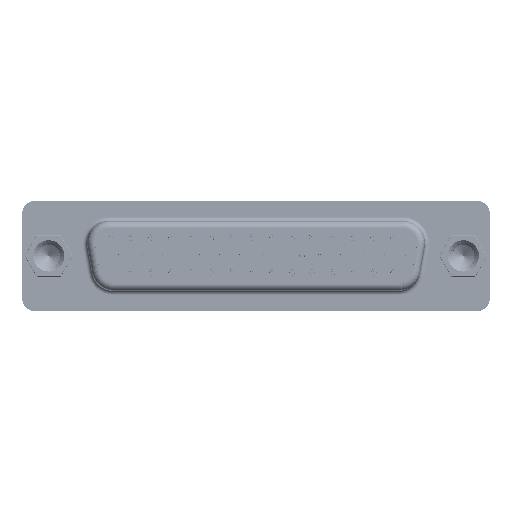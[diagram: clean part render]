
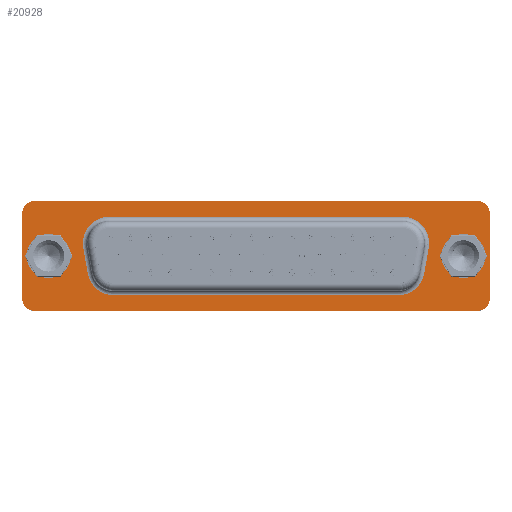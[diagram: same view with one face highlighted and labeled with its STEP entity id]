
A CAD part, top view. The second image highlights one B-rep face of the part: STEP entity #20928.
In plain terms, the highlighted planar face has unit normal (0, 0, 1).
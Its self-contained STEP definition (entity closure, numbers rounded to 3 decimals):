
#19699=DIRECTION('',(-1.,0.,0.));
#19700=VECTOR('',#19699,33.3);
#19701=CARTESIAN_POINT('',(16.65,-4.45,
0.));
#19702=LINE('',#19701,#19700);
#19703=CARTESIAN_POINT('',(-25.05,-4.75,0.));
#19704=DIRECTION('',(0.,0.,-1.));
#19705=DIRECTION('',(0.,-1.,0.));
#19706=AXIS2_PLACEMENT_3D('',#19703,#19704,#19705);
#19708=CARTESIAN_POINT('',(-25.05,4.75,0.));
#19709=DIRECTION('',(0.,0.,-1.));
#19710=DIRECTION('',(-1.,0.,0.));
#19711=AXIS2_PLACEMENT_3D('',#19708,#19709,#19710);
#19713=CARTESIAN_POINT('',(25.05,4.75,0.));
#19714=DIRECTION('',(0.,0.,-1.));
#19715=DIRECTION('',(0.,1.,0.));
#19716=AXIS2_PLACEMENT_3D('',#19713,#19714,#19715);
#19718=CARTESIAN_POINT('',(25.05,-4.75,0.));
#19719=DIRECTION('',(0.,0.,-1.));
#19720=DIRECTION('',(1.,0.,0.));
#19721=AXIS2_PLACEMENT_3D('',#19718,#19719,#19720);
#19723=CARTESIAN_POINT('',(-16.65,-1.45,0.));
#19724=DIRECTION('',(0.,0.,1.));
#19725=DIRECTION('',(-0.985,0.174,0.));
#19726=AXIS2_PLACEMENT_3D('',#19723,#19724,#19725);
#19728=CARTESIAN_POINT('',(16.65,-1.45,0.));
#19729=DIRECTION('',(0.,0.,1.));
#19730=DIRECTION('',(0.,-1.,0.));
#19731=AXIS2_PLACEMENT_3D('',#19728,#19729,#19730);
#19733=DIRECTION('',(-0.174,0.985,0.));
#19734=VECTOR('',#19733,2.945);
#19735=CARTESIAN_POINT('',(19.604,-0.929,
0.));
#19736=LINE('',#19735,#19734);
#19737=CARTESIAN_POINT('',(16.139,1.45,0.));
#19738=DIRECTION('',(0.,0.,1.));
#19739=DIRECTION('',(0.985,0.174,0.));
#19740=AXIS2_PLACEMENT_3D('',#19737,#19738,#19739);
#19742=CARTESIAN_POINT('',(-16.139,1.45,0.));
#19743=DIRECTION('',(0.,0.,1.));
#19744=DIRECTION('',(0.,1.,0.));
#19745=AXIS2_PLACEMENT_3D('',#19742,#19743,#19744);
#19747=DIRECTION('',(-0.174,-0.985,0.));
#19748=VECTOR('',#19747,2.945);
#19749=CARTESIAN_POINT('',(-19.093,1.971,
0.));
#19750=LINE('',#19749,#19748);
#19751=CARTESIAN_POINT('',(23.5,0.,0.));
#19752=DIRECTION('',(0.,0.,1.));
#19753=DIRECTION('',(1.,0.,0.));
#19754=AXIS2_PLACEMENT_3D('',#19751,#19752,#19753);
#19756=CARTESIAN_POINT('',(23.5,0.,0.));
#19757=DIRECTION('',(0.,0.,1.));
#19758=DIRECTION('',(-1.,0.,0.));
#19759=AXIS2_PLACEMENT_3D('',#19756,#19757,#19758);
#19761=CARTESIAN_POINT('',(-23.5,0.,0.));
#19762=DIRECTION('',(0.,0.,1.));
#19763=DIRECTION('',(-1.,0.,0.));
#19764=AXIS2_PLACEMENT_3D('',#19761,#19762,#19763);
#19766=CARTESIAN_POINT('',(-23.5,0.,0.));
#19767=DIRECTION('',(0.,0.,1.));
#19768=DIRECTION('',(1.,0.,0.));
#19769=AXIS2_PLACEMENT_3D('',#19766,#19767,#19768);
#19779=DIRECTION('',(1.,0.,0.));
#19780=VECTOR('',#19779,50.1);
#19781=CARTESIAN_POINT('',(-25.05,-6.25,0.));
#19782=LINE('',#19781,#19780);
#19791=DIRECTION('',(0.,1.,0.));
#19792=VECTOR('',#19791,9.5);
#19793=CARTESIAN_POINT('',(26.55,-4.75,0.));
#19794=LINE('',#19793,#19792);
#19803=DIRECTION('',(-1.,0.,0.));
#19804=VECTOR('',#19803,50.1);
#19805=CARTESIAN_POINT('',(25.05,6.25,0.));
#19806=LINE('',#19805,#19804);
#19815=DIRECTION('',(0.,-1.,0.));
#19816=VECTOR('',#19815,9.5);
#19817=CARTESIAN_POINT('',(-26.55,4.75,0.));
#19818=LINE('',#19817,#19816);
#20066=DIRECTION('',(1.,0.,0.));
#20067=VECTOR('',#20066,32.277);
#20068=CARTESIAN_POINT('',(-16.139,4.45,
0.));
#20069=LINE('',#20068,#20067);
#20439=CARTESIAN_POINT('',(19.604,-0.929,0.));
#20440=VERTEX_POINT('',#20439);
#20441=CARTESIAN_POINT('',(16.65,-4.45,
0.));
#20442=VERTEX_POINT('',#20441);
#20445=CARTESIAN_POINT('',(19.093,1.971,0.));
#20446=VERTEX_POINT('',#20445);
#20479=CARTESIAN_POINT('',(-16.65,-4.45,0.));
#20480=VERTEX_POINT('',#20479);
#20481=CARTESIAN_POINT('',(-19.604,-0.929,
0.));
#20482=VERTEX_POINT('',#20481);
#20483=CARTESIAN_POINT('',(-25.05,-6.25,0.));
#20484=CARTESIAN_POINT('',(-26.55,-4.75,0.));
#20485=VERTEX_POINT('',#20483);
#20486=VERTEX_POINT('',#20484);
#20487=CARTESIAN_POINT('',(-26.55,4.75,0.));
#20488=VERTEX_POINT('',#20487);
#20489=CARTESIAN_POINT('',(-25.05,6.25,0.));
#20490=VERTEX_POINT('',#20489);
#20491=CARTESIAN_POINT('',(25.05,6.25,0.));
#20492=VERTEX_POINT('',#20491);
#20493=CARTESIAN_POINT('',(26.55,4.75,0.));
#20494=VERTEX_POINT('',#20493);
#20495=CARTESIAN_POINT('',(26.55,-4.75,0.));
#20496=VERTEX_POINT('',#20495);
#20497=CARTESIAN_POINT('',(25.05,-6.25,0.));
#20498=VERTEX_POINT('',#20497);
#20499=CARTESIAN_POINT('',(16.139,4.45,
0.));
#20500=VERTEX_POINT('',#20499);
#20501=CARTESIAN_POINT('',(-16.139,4.45,
0.));
#20502=VERTEX_POINT('',#20501);
#20503=CARTESIAN_POINT('',(-19.093,1.971,
0.));
#20504=VERTEX_POINT('',#20503);
#20505=CARTESIAN_POINT('',(25.65,0.,0.));
#20506=CARTESIAN_POINT('',(21.35,0.,0.));
#20507=VERTEX_POINT('',#20505);
#20508=VERTEX_POINT('',#20506);
#20509=CARTESIAN_POINT('',(-25.65,0.,0.));
#20510=CARTESIAN_POINT('',(-21.35,0.,0.));
#20511=VERTEX_POINT('',#20509);
#20512=VERTEX_POINT('',#20510);
#20879=CARTESIAN_POINT('',(0.,0.,0.));
#20880=DIRECTION('',(0.,0.,-1.));
#20881=DIRECTION('',(1.,0.,0.));
#20882=AXIS2_PLACEMENT_3D('',#20879,#20880,#20881);
#20883=PLANE('',#20882);
#20885=ORIENTED_EDGE('',*,*,#20884,.T.);
#20887=ORIENTED_EDGE('',*,*,#20886,.F.);
#20889=ORIENTED_EDGE('',*,*,#20888,.T.);
#20891=ORIENTED_EDGE('',*,*,#20890,.F.);
#20893=ORIENTED_EDGE('',*,*,#20892,.T.);
#20895=ORIENTED_EDGE('',*,*,#20894,.F.);
#20897=ORIENTED_EDGE('',*,*,#20896,.T.);
#20899=ORIENTED_EDGE('',*,*,#20898,.F.);
#20900=EDGE_LOOP('',(#20885,#20887,#20889,#20891,#20893,#20895,#20897,#20899));
#20901=FACE_OUTER_BOUND('',#20900,.F.);
#20902=ORIENTED_EDGE('',*,*,#20846,.T.);
#20903=ORIENTED_EDGE('',*,*,#20861,.F.);
#20904=ORIENTED_EDGE('',*,*,#20667,.T.);
#20905=ORIENTED_EDGE('',*,*,#20683,.T.);
#20907=ORIENTED_EDGE('',*,*,#20906,.T.);
#20909=ORIENTED_EDGE('',*,*,#20908,.F.);
#20911=ORIENTED_EDGE('',*,*,#20910,.T.);
#20913=ORIENTED_EDGE('',*,*,#20912,.T.);
#20914=EDGE_LOOP('',(#20902,#20903,#20904,#20905,#20907,#20909,#20911,#20913));
#20915=FACE_BOUND('',#20914,.F.);
#20917=ORIENTED_EDGE('',*,*,#20916,.T.);
#20919=ORIENTED_EDGE('',*,*,#20918,.T.);
#20920=EDGE_LOOP('',(#20917,#20919));
#20921=FACE_BOUND('',#20920,.F.);
#20923=ORIENTED_EDGE('',*,*,#20922,.T.);
#20925=ORIENTED_EDGE('',*,*,#20924,.T.);
#20926=EDGE_LOOP('',(#20923,#20925));
#20927=FACE_BOUND('',#20926,.F.);
#20928=ADVANCED_FACE('',(#20901,#20915,#20921,#20927),#20883,.F.);
#19707=CIRCLE('',#19706,1.5);
#19712=CIRCLE('',#19711,1.5);
#19717=CIRCLE('',#19716,1.5);
#19722=CIRCLE('',#19721,1.5);
#19727=CIRCLE('',#19726,3.);
#19732=CIRCLE('',#19731,3.);
#19741=CIRCLE('',#19740,3.);
#19746=CIRCLE('',#19745,3.);
#19755=CIRCLE('',#19754,2.15);
#19760=CIRCLE('',#19759,2.15);
#19765=CIRCLE('',#19764,2.15);
#19770=CIRCLE('',#19769,2.15);
#20667=EDGE_CURVE('',#20442,#20440,#19732,.T.);
#20683=EDGE_CURVE('',#20440,#20446,#19736,.T.);
#20846=EDGE_CURVE('',#20482,#20480,#19727,.T.);
#20861=EDGE_CURVE('',#20442,#20480,#19702,.T.);
#20884=EDGE_CURVE('',#20485,#20486,#19707,.T.);
#20886=EDGE_CURVE('',#20488,#20486,#19818,.T.);
#20888=EDGE_CURVE('',#20488,#20490,#19712,.T.);
#20890=EDGE_CURVE('',#20492,#20490,#19806,.T.);
#20892=EDGE_CURVE('',#20492,#20494,#19717,.T.);
#20894=EDGE_CURVE('',#20496,#20494,#19794,.T.);
#20896=EDGE_CURVE('',#20496,#20498,#19722,.T.);
#20898=EDGE_CURVE('',#20485,#20498,#19782,.T.);
#20906=EDGE_CURVE('',#20446,#20500,#19741,.T.);
#20908=EDGE_CURVE('',#20502,#20500,#20069,.T.);
#20910=EDGE_CURVE('',#20502,#20504,#19746,.T.);
#20912=EDGE_CURVE('',#20504,#20482,#19750,.T.);
#20916=EDGE_CURVE('',#20507,#20508,#19755,.T.);
#20918=EDGE_CURVE('',#20508,#20507,#19760,.T.);
#20922=EDGE_CURVE('',#20511,#20512,#19765,.T.);
#20924=EDGE_CURVE('',#20512,#20511,#19770,.T.);
